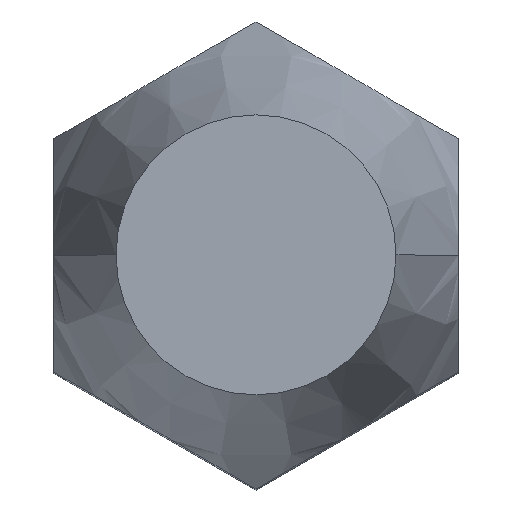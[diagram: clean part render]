
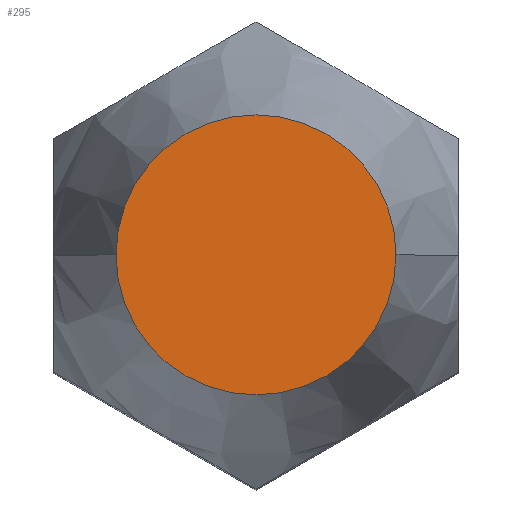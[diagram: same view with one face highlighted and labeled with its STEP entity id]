
A CAD part, top view. The second image highlights one B-rep face of the part: STEP entity #295.
In plain terms, the highlighted planar face has unit normal (0, 0, 1).
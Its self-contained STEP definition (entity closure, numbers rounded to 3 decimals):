
#70 = CIRCLE ( 'NONE', #598, 4.5 ) ;
#92 = VERTEX_POINT ( 'NONE', #751 ) ;
#130 = FACE_OUTER_BOUND ( 'NONE', #353, .T. ) ;
#149 = CARTESIAN_POINT ( 'NONE',  ( 0., 0., 30. ) ) ;
#182 = EDGE_CURVE ( 'NONE', #92, #555, #557, .T. ) ;
#189 = PLANE ( 'NONE',  #298 ) ;
#207 = DIRECTION ( 'NONE',  ( 0., 0., 1. ) ) ;
#251 = CARTESIAN_POINT ( 'NONE',  ( 0., 0., 30. ) ) ;
#285 = ORIENTED_EDGE ( 'NONE', *, *, #637, .T. ) ;
#295 = ADVANCED_FACE ( 'NONE', ( #130 ), #189, .T. ) ;
#298 = AXIS2_PLACEMENT_3D ( 'NONE', #461, #207, #405 ) ;
#313 = ORIENTED_EDGE ( 'NONE', *, *, #182, .T. ) ;
#353 = EDGE_LOOP ( 'NONE', ( #285, #313 ) ) ;
#405 = DIRECTION ( 'NONE',  ( 1., 0., 0. ) ) ;
#415 = DIRECTION ( 'NONE',  ( 1., 0., 0. ) ) ;
#426 = CARTESIAN_POINT ( 'NONE',  ( -4.5, 0., 30. ) ) ;
#461 = CARTESIAN_POINT ( 'NONE',  ( 0., 0., 30. ) ) ;
#555 = VERTEX_POINT ( 'NONE', #426 ) ;
#557 = CIRCLE ( 'NONE', #794, 4.5 ) ;
#565 = DIRECTION ( 'NONE',  ( 0., 0., 1. ) ) ;
#598 = AXIS2_PLACEMENT_3D ( 'NONE', #149, #811, #415 ) ;
#627 = DIRECTION ( 'NONE',  ( 1., 0., 0. ) ) ;
#637 = EDGE_CURVE ( 'NONE', #555, #92, #70, .T. ) ;
#751 = CARTESIAN_POINT ( 'NONE',  ( 4.5, 0., 30. ) ) ;
#794 = AXIS2_PLACEMENT_3D ( 'NONE', #251, #565, #627 ) ;
#811 = DIRECTION ( 'NONE',  ( 0., 0., 1. ) ) ;
